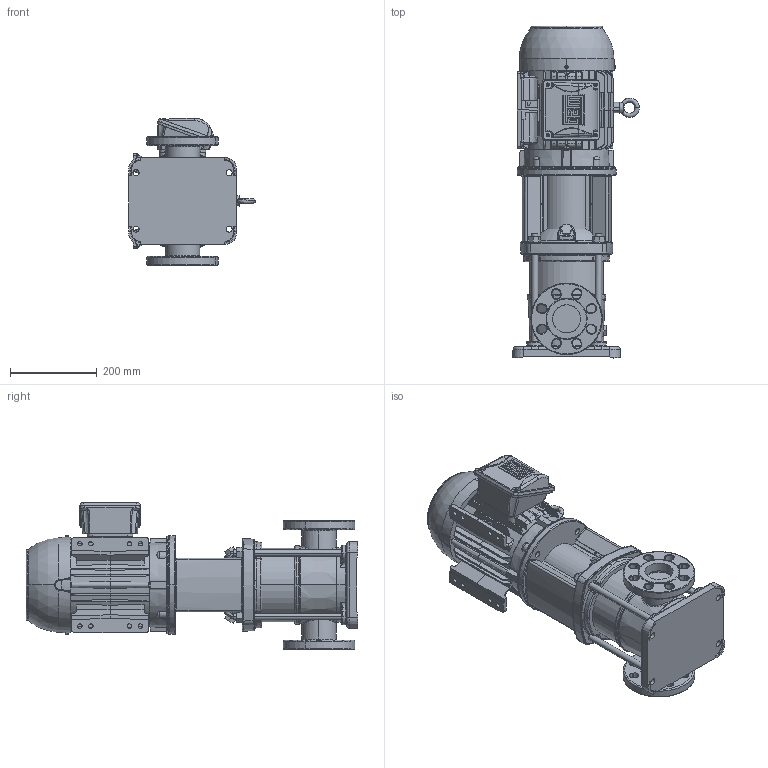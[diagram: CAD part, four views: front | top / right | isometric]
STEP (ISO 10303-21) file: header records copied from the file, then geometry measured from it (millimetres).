
FILE_DESCRIPTION (( 'STEP AP203' ), '1' );
FILE_NAME ('3350081 - MVI-100-1-3 HP-182TC-304-E-575~3.step', '2022-03-31T13:10:24', ( '' ), ( '' ), 'SwSTEP 2.0', 'SolidWorks 2021', '' );
FILE_SCHEMA (( 'CONFIG_CONTROL_DESIGN' ));
Length unit declared in the file: inch
Products named in the file (5): 3329584 - NEMA V2 3HP 182TC 575V~3 TEFC; TEFC MOTOR_3329584 - NEMA V2 3HP 182TC 575V~3 TEFC; 3350081 - MVI-100-1-3 HP-182TC-304-E-575~3; sbi_n_20-1_flange(NEMA); MVI PEO - [304-EPDM]_3304081 - MVI-100-1-3 HP-182TC-304-E-S
Assembly tree (4 placements, depth 3):
  3350081 - MVI-100-1-3 HP-182TC-304-E-575~3
    MVI PEO - [304-EPDM]_3304081 - MVI-100-1-3 HP-182TC-304-E-S
      sbi_n_20-1_flange(NEMA)
    TEFC MOTOR_3329584 - NEMA V2 3HP 182TC 575V~3 TEFC
      3329584 - NEMA V2 3HP 182TC 575V~3 TEFC
Bounding box: 292.4 x 766.53 x 341.47 mm (x, y, z)
Volume: 24279213 mm3; surface area: 1335476.9 mm2
Topology: 14 solids, 14 shells, 2905 faces, 7442 edges, 4780 vertices
Faces by surface type: plane 1778, cylinder 464, bspline 437, cone 188, torus 34, sphere 4
Entity records: 125560 total; most frequent: CARTESIAN_POINT 59438, ORIENTED_EDGE 14832, DIRECTION 11553, EDGE_CURVE 7416, VERTEX_POINT 4779, VECTOR 4259, LINE 4259, AXIS2_PLACEMENT_3D 3647
